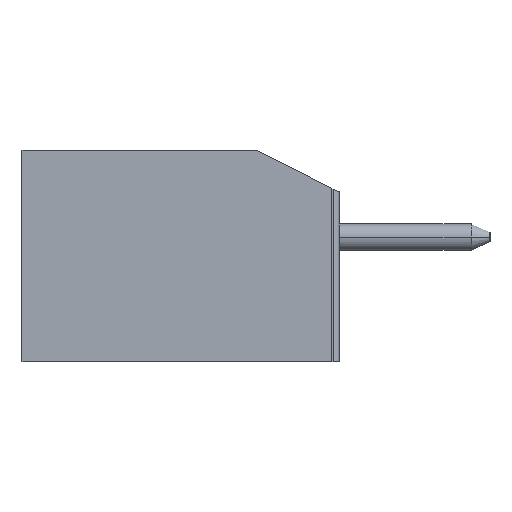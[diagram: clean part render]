
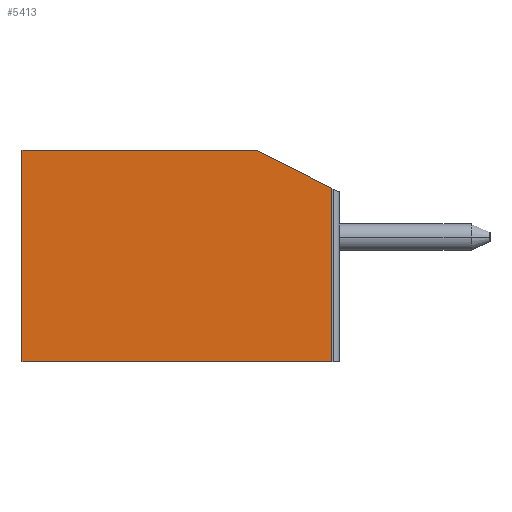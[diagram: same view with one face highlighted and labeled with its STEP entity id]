
A CAD part, left-side view. The second image highlights one B-rep face of the part: STEP entity #5413.
In plain terms, the highlighted planar face has unit normal (-1, 0, 0).
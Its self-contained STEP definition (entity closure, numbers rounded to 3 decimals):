
#5=DIRECTION('',(0.,0.,1.));
#6=VECTOR('',#5,4.6);
#7=CARTESIAN_POINT('',(-16.65,0.,-2.8));
#8=LINE('',#7,#6);
#1179=DIRECTION('',(0.,0.894,0.447));
#1180=VECTOR('',#1179,2.236);
#1181=CARTESIAN_POINT('',(-16.65,0.,1.8));
#1182=LINE('',#1181,#1180);
#1183=DIRECTION('',(0.,1.,0.));
#1184=VECTOR('',#1183,8.2);
#1185=CARTESIAN_POINT('',(-16.65,0.,-2.8));
#1186=LINE('',#1185,#1184);
#1207=DIRECTION('',(0.,0.,1.));
#1208=VECTOR('',#1207,5.6);
#1209=CARTESIAN_POINT('',(-16.65,8.2,-2.8));
#1210=LINE('',#1209,#1208);
#2311=DIRECTION('',(0.,1.,0.));
#2312=VECTOR('',#2311,6.2);
#2313=CARTESIAN_POINT('',(-16.65,2.,2.8));
#2314=LINE('',#2313,#2312);
#3091=CARTESIAN_POINT('',(-16.65,8.2,-2.8));
#3092=CARTESIAN_POINT('',(-16.65,8.2,2.8));
#3093=VERTEX_POINT('',#3091);
#3094=VERTEX_POINT('',#3092);
#3099=CARTESIAN_POINT('',(-16.65,0.,-2.8));
#3100=VERTEX_POINT('',#3099);
#3163=CARTESIAN_POINT('',(-16.65,0.,1.8));
#3164=CARTESIAN_POINT('',(-16.65,2.,2.8));
#3165=VERTEX_POINT('',#3163);
#3166=VERTEX_POINT('',#3164);
#5399=CARTESIAN_POINT('',(-16.65,0.,-2.8));
#5400=DIRECTION('',(-1.,0.,0.));
#5401=DIRECTION('',(0.,0.,1.));
#5402=AXIS2_PLACEMENT_3D('',#5399,#5400,#5401);
#5403=PLANE('',#5402);
#5404=ORIENTED_EDGE('',*,*,#4561,.F.);
#5405=ORIENTED_EDGE('',*,*,#3954,.F.);
#5406=ORIENTED_EDGE('',*,*,#4257,.T.);
#5408=ORIENTED_EDGE('',*,*,#5407,.T.);
#5410=ORIENTED_EDGE('',*,*,#5409,.F.);
#5411=EDGE_LOOP('',(#5404,#5405,#5406,#5408,#5410));
#5412=FACE_OUTER_BOUND('',#5411,.F.);
#3954=EDGE_CURVE('',#3100,#3165,#8,.T.);
#4257=EDGE_CURVE('',#3100,#3093,#1186,.T.);
#4561=EDGE_CURVE('',#3165,#3166,#1182,.T.);
#5407=EDGE_CURVE('',#3093,#3094,#1210,.T.);
#5409=EDGE_CURVE('',#3166,#3094,#2314,.T.);
#5413=ADVANCED_FACE('',(#5412),#5403,.T.);
